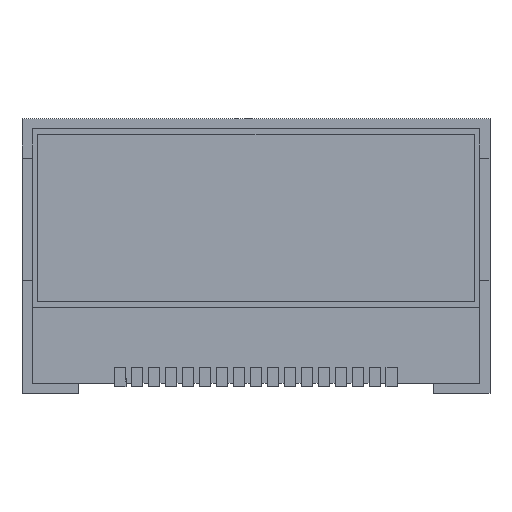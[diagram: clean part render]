
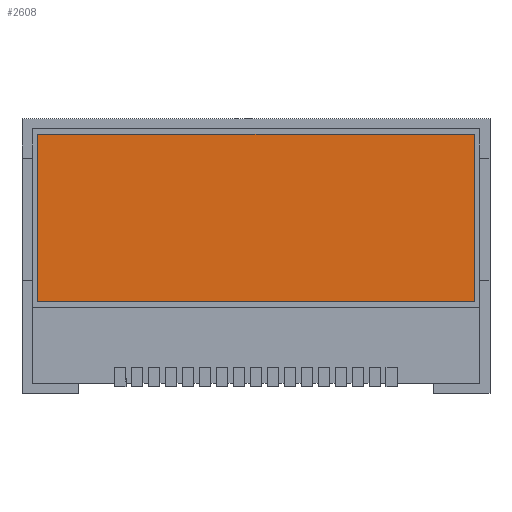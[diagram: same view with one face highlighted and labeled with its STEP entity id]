
A CAD part, top view. The second image highlights one B-rep face of the part: STEP entity #2608.
In plain terms, the highlighted planar face has unit normal (0, 0, 1).
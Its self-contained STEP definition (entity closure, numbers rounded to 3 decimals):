
#262 = CARTESIAN_POINT ( 'NONE',  ( 19.3, 10.75, 3.7 ) ) ;
#1092 = EDGE_CURVE ( 'NONE', #3766, #10210, #9475, .T. ) ;
#1482 = EDGE_CURVE ( 'NONE', #3534, #3766, #8238, .T. ) ;
#1494 = CARTESIAN_POINT ( 'NONE',  ( -19.3, 10.75, 3.7 ) ) ;
#1547 = CARTESIAN_POINT ( 'NONE',  ( 0., 0., 3.7 ) ) ;
#1828 = DIRECTION ( 'NONE',  ( 1., 0., 0. ) ) ;
#1916 = DIRECTION ( 'NONE',  ( 0., -1., 0. ) ) ;
#1918 = EDGE_CURVE ( 'NONE', #10210, #3158, #5357, .T. ) ;
#1955 = ORIENTED_EDGE ( 'NONE', *, *, #1918, .T. ) ;
#2238 = DIRECTION ( 'NONE',  ( 1., 0., 0. ) ) ;
#2587 = PLANE ( 'NONE',  #8115 ) ;
#2608 = ADVANCED_FACE ( 'NONE', ( #9836 ), #2587, .T. ) ;
#2961 = CARTESIAN_POINT ( 'NONE',  ( 19.3, -4.05, 3.7 ) ) ;
#3158 = VERTEX_POINT ( 'NONE', #2961 ) ;
#3394 = VECTOR ( 'NONE', #1916, 1000. ) ;
#3534 = VERTEX_POINT ( 'NONE', #262 ) ;
#3692 = EDGE_CURVE ( 'NONE', #3158, #3534, #8814, .T. ) ;
#3766 = VERTEX_POINT ( 'NONE', #1494 ) ;
#4245 = VECTOR ( 'NONE', #10233, 1000. ) ;
#5357 = LINE ( 'NONE', #7079, #9585 ) ;
#5473 = DIRECTION ( 'NONE',  ( 0., 1., 0. ) ) ;
#5590 = CARTESIAN_POINT ( 'NONE',  ( -19.3, -4.05, 3.7 ) ) ;
#5994 = ORIENTED_EDGE ( 'NONE', *, *, #1482, .T. ) ;
#7079 = CARTESIAN_POINT ( 'NONE',  ( -19.3, -4.05, 3.7 ) ) ;
#7135 = DIRECTION ( 'NONE',  ( 0., 0., 1. ) ) ;
#7281 = CARTESIAN_POINT ( 'NONE',  ( 19.3, -4.05, 3.7 ) ) ;
#7636 = EDGE_LOOP ( 'NONE', ( #8866, #5994, #8495, #1955 ) ) ;
#7712 = CARTESIAN_POINT ( 'NONE',  ( 19.3, 10.75, 3.7 ) ) ;
#7809 = CARTESIAN_POINT ( 'NONE',  ( -19.3, 10.75, 3.7 ) ) ;
#8115 = AXIS2_PLACEMENT_3D ( 'NONE', #1547, #7135, #1828 ) ;
#8238 = LINE ( 'NONE', #7712, #4245 ) ;
#8495 = ORIENTED_EDGE ( 'NONE', *, *, #1092, .T. ) ;
#8555 = VECTOR ( 'NONE', #5473, 1000. ) ;
#8814 = LINE ( 'NONE', #7281, #8555 ) ;
#8866 = ORIENTED_EDGE ( 'NONE', *, *, #3692, .T. ) ;
#9475 = LINE ( 'NONE', #7809, #3394 ) ;
#9585 = VECTOR ( 'NONE', #2238, 1000. ) ;
#9836 = FACE_OUTER_BOUND ( 'NONE', #7636, .T. ) ;
#10210 = VERTEX_POINT ( 'NONE', #5590 ) ;
#10233 = DIRECTION ( 'NONE',  ( -1., 0., 0. ) ) ;
